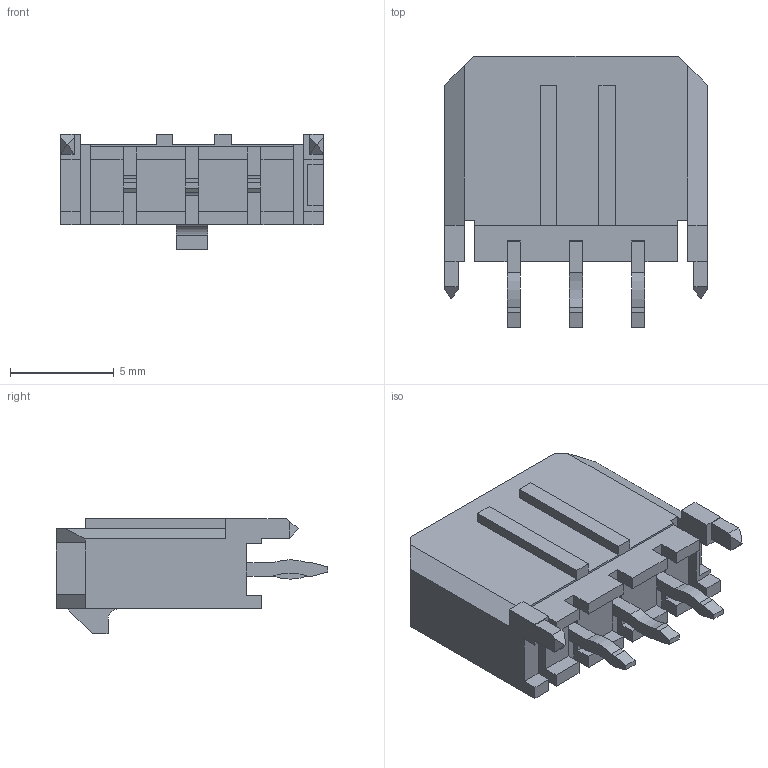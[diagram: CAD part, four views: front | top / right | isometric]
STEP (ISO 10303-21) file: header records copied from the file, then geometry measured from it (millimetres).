
FILE_DESCRIPTION(('STEP AP242'),'1');
FILE_NAME('43650-0315.stp','2021-06-14T21:37:38',('TraceParts'),('TraceParts S.A.'),'Spatial InterOp 3D',' ',' ');
FILE_SCHEMA(('AP242_MANAGED_MODEL_BASED_3D_ENGINEERING_MIM_LF {1 0 10303 442 1 1 4}'));
Length unit declared in the file: millimetre
Products named in the file (1): 43650-0315_1
Bounding box: 12.65 x 13.08 x 5.57 mm (x, y, z)
Volume: 367.6 mm3; surface area: 651.2 mm2
Topology: 1 solids, 1 shells, 161 faces, 456 edges, 318 vertices
Faces by surface type: plane 154, cylinder 7
Entity records: 5110 total; most frequent: CARTESIAN_POINT 903, ORIENTED_EDGE 878, DIRECTION 806, EDGE_CURVE 439, LINE 432, VECTOR 432, VERTEX_POINT 284, AXIS2_PLACEMENT_3D 187
